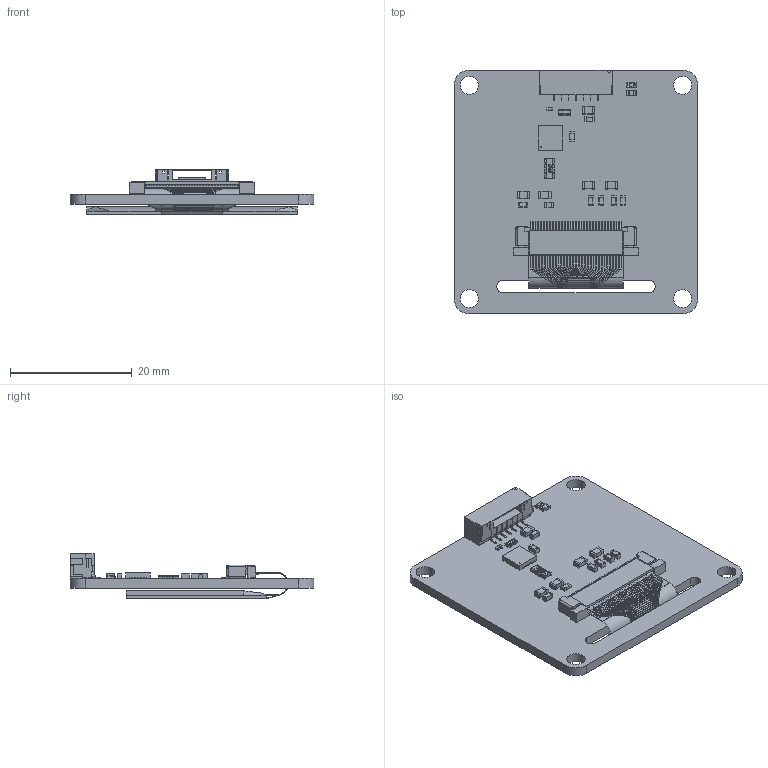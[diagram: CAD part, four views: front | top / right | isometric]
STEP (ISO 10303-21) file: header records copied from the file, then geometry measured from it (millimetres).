
FILE_DESCRIPTION(('FreeCAD Model'),'2;1');
FILE_NAME('oled-128x64-v2.step', '2018-07-31T14:56:01',('kicad StepUp'),('ksu MCAD'), 'Open CASCADE STEP processor 7.3','FreeCAD','Unknown');
FILE_SCHEMA(('AUTOMOTIVE_DESIGN { 1 0 10303 214 1 1 1 1 }'));
Length unit declared in the file: millimetre
Products named in the file (27): oled-128x64-v2; Board_Geoms; Pcb; Step_Models; Top; C_0805_; C_0805_001; C_0805_002; C_0805_003; R_4x0603_; OLED_128x64_; CONN_OLED_128x64_; C_0805_004; C_0603_; C_0603_001; D_0603_blue_; BrickletConn_7pin_; R_0603_; Cut_; QFN-24_4x4mm_Pitch0.5mm_; C_0402_; C_0603_002; C_0603_003; C_0603_004; C_0603_005; C_0603_006; R_0603_001
Assembly tree (26 placements, depth 4):
  oled-128x64-v2
    Board_Geoms
      Pcb
    Step_Models
      Top
        C_0805_
        C_0805_001
        C_0805_002
        C_0805_003
        R_4x0603_
        OLED_128x64_
        CONN_OLED_128x64_
        C_0805_004
        C_0603_
        C_0603_001
        D_0603_blue_
        BrickletConn_7pin_
        R_0603_
        Cut_
        QFN-24_4x4mm_Pitch0.5mm_
        C_0402_
        C_0603_002
        C_0603_003
        C_0603_004
        C_0603_005
        C_0603_006
        R_0603_001
Bounding box: 40 x 40 x 7.38 mm (x, y, z)
Volume: 3630.7 mm3; surface area: 6908.2 mm2
Topology: 27 solids, 57 shells, 3798 faces, 10359 edges, 6676 vertices
Faces by surface type: plane 3103, cylinder 554, bspline 140, extrusion 1
Full cylindrical faces by diameter (mm): 3 x4
Entity records: 150055 total; most frequent: CARTESIAN_POINT 27518, ORIENTED_EDGE 20718, DIRECTION 18461, EDGE_CURVE 10359, VECTOR 8783, LINE 8782, VERTEX_POINT 6676, AXIS2_PLACEMENT_3D 4839
